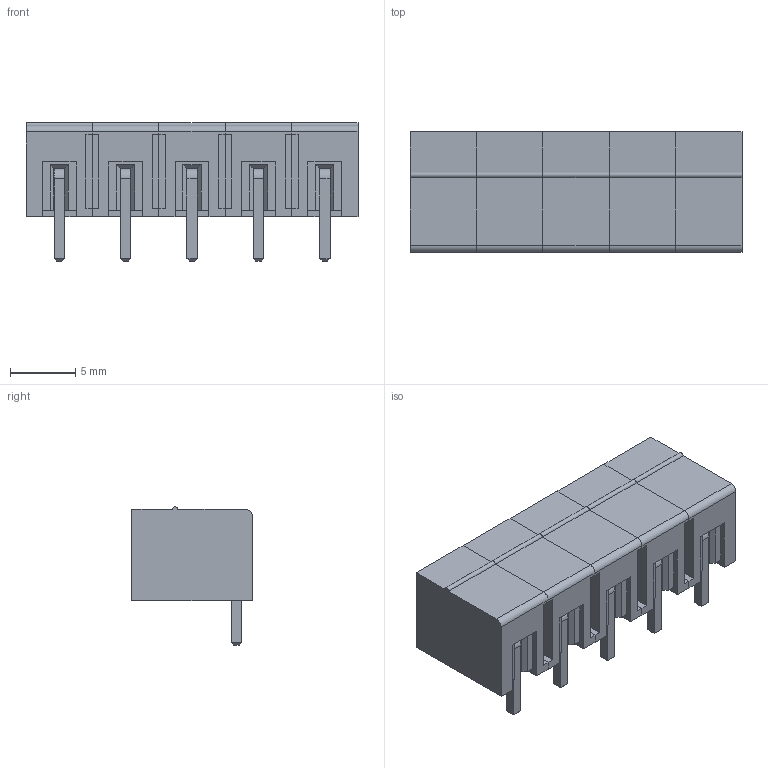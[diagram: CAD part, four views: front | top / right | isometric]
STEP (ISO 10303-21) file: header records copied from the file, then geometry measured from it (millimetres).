
FILE_DESCRIPTION(/* description */ (''),/* implementation_level */ '2;1');
FILE_NAME(/* name */ '15EDGRC-5.08- 05P-14-00A(H).stp',/* time_stamp */ '2019-05-19T23:43:13+03:00',/* author */ ('Boris'),/* organization */ (''),/* preprocessor_version */ 'ST-DEVELOPER v17.2',/* originating_system */ 'Autodesk Inventor 2019',/* authorisation */ '');
FILE_SCHEMA (('AUTOMOTIVE_DESIGN { 1 0 10303 214 3 1 1 }'));
Length unit declared in the file: millimetre
Products named in the file (7): 15EDGRC-5.08- 05P-14-00A(H); body_1pc; body_1pc_1; body_1pc_2; body_1pc_3; body_1pc_4; contact
Assembly tree (10 placements, depth 2):
  15EDGRC-5.08- 05P-14-00A(H)
    body_1pc
    contact  x5
    body_1pc_1
    body_1pc_2
    body_1pc_3
    body_1pc_4
Bounding box: 25.4 x 9.2 x 10.6 mm (x, y, z)
Volume: 841.3 mm3; surface area: 2750.6 mm2
Topology: 10 solids, 10 shells, 342 faces, 901 edges, 579 vertices
Faces by surface type: plane 317, cylinder 25
Full cylindrical faces by diameter (mm): 2.2 x5
Entity records: 8838 total; most frequent: CARTESIAN_POINT 1535, ORIENTED_EDGE 1506, DIRECTION 1382, EDGE_CURVE 753, LINE 706, VECTOR 706, VERTEX_POINT 491, AXIS2_PLACEMENT_3D 338
